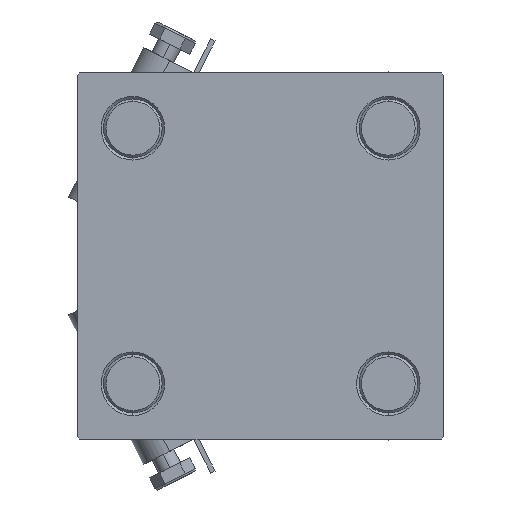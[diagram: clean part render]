
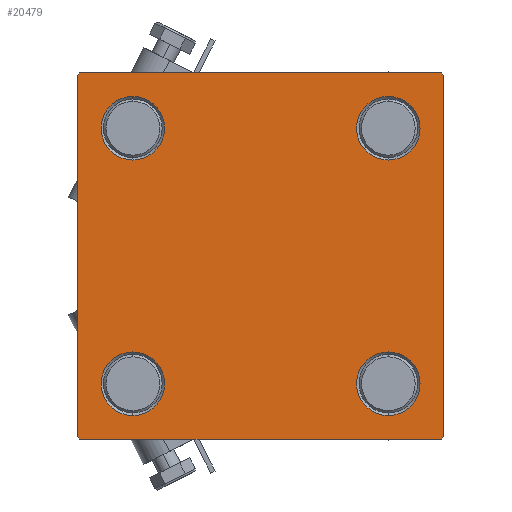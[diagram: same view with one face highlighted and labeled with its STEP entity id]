
A CAD part, left-side view. The second image highlights one B-rep face of the part: STEP entity #20479.
In plain terms, the highlighted planar face has unit normal (-1, 0, 0).
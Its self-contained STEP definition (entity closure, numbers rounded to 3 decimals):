
#112 = EDGE_CURVE ( 'NONE', #2886, #43495, #18205, .T. ) ;
#281 = CARTESIAN_POINT ( 'NONE',  ( 0., -37., 37.5 ) ) ;
#438 = DIRECTION ( 'NONE',  ( 0., -1., 0. ) ) ;
#1081 = VECTOR ( 'NONE', #24921, 1000. ) ;
#2886 = VERTEX_POINT ( 'NONE', #21250 ) ;
#3445 = EDGE_CURVE ( 'NONE', #42699, #43495, #11863, .T. ) ;
#3562 = LINE ( 'NONE', #30804, #45988 ) ;
#3651 = CARTESIAN_POINT ( 'NONE',  ( 0., 26.15, 19.65 ) ) ;
#3757 = PLANE ( 'NONE',  #36162 ) ;
#3885 = CARTESIAN_POINT ( 'NONE',  ( 0., 26.15, -32.65 ) ) ;
#4611 = CARTESIAN_POINT ( 'NONE',  ( 0., 37.5, 37.5 ) ) ;
#5584 = DIRECTION ( 'NONE',  ( 0., 0., 1. ) ) ;
#6116 = CARTESIAN_POINT ( 'NONE',  ( 0., 26.15, 32.65 ) ) ;
#7424 = ORIENTED_EDGE ( 'NONE', *, *, #31493, .T. ) ;
#7601 = FACE_BOUND ( 'NONE', #40694, .T. ) ;
#7634 = DIRECTION ( 'NONE',  ( 0., 0., 1. ) ) ;
#7684 = CIRCLE ( 'NONE', #44613, 6.5 ) ;
#7719 = AXIS2_PLACEMENT_3D ( 'NONE', #38165, #34304, #49956 ) ;
#7851 = EDGE_CURVE ( 'NONE', #50679, #36760, #3562, .T. ) ;
#7857 = FACE_BOUND ( 'NONE', #44581, .T. ) ;
#8450 = DIRECTION ( 'NONE',  ( 0., -1., 0. ) ) ;
#8870 = VERTEX_POINT ( 'NONE', #34162 ) ;
#9350 = EDGE_LOOP ( 'NONE', ( #7424, #50587 ) ) ;
#9424 = DIRECTION ( 'NONE',  ( 1., 0., 0. ) ) ;
#9549 = CARTESIAN_POINT ( 'NONE',  ( 0., 37.5, -37. ) ) ;
#9681 = CARTESIAN_POINT ( 'NONE',  ( 0., -37.5, -37. ) ) ;
#9810 = ORIENTED_EDGE ( 'NONE', *, *, #112, .T. ) ;
#10482 = DIRECTION ( 'NONE',  ( 0., -0.707, 0.707 ) ) ;
#10910 = CARTESIAN_POINT ( 'NONE',  ( 0., 37., 37.5 ) ) ;
#11411 = VERTEX_POINT ( 'NONE', #30273 ) ;
#11476 = ORIENTED_EDGE ( 'NONE', *, *, #3445, .F. ) ;
#11698 = DIRECTION ( 'NONE',  ( -1., 0., 0. ) ) ;
#11771 = VERTEX_POINT ( 'NONE', #23528 ) ;
#11863 = LINE ( 'NONE', #19860, #42680 ) ;
#11933 = CARTESIAN_POINT ( 'NONE',  ( 0., 37.25, 37.25 ) ) ;
#12002 = CARTESIAN_POINT ( 'NONE',  ( 0., 26.15, -26.15 ) ) ;
#12596 = ORIENTED_EDGE ( 'NONE', *, *, #42122, .T. ) ;
#13778 = DIRECTION ( 'NONE',  ( 0., 0., -1. ) ) ;
#14147 = DIRECTION ( 'NONE',  ( 0., 0., 1. ) ) ;
#15941 = CARTESIAN_POINT ( 'NONE',  ( 0., -37.5, 37. ) ) ;
#16601 = LINE ( 'NONE', #27923, #27397 ) ;
#17140 = CARTESIAN_POINT ( 'NONE',  ( 0., -26.15, -26.15 ) ) ;
#17389 = CARTESIAN_POINT ( 'NONE',  ( 0., 37.5, 37. ) ) ;
#17684 = EDGE_CURVE ( 'NONE', #11771, #39898, #41789, .T. ) ;
#17734 = ORIENTED_EDGE ( 'NONE', *, *, #30417, .T. ) ;
#17769 = CARTESIAN_POINT ( 'NONE',  ( 0., -26.15, 26.15 ) ) ;
#18003 = VERTEX_POINT ( 'NONE', #17389 ) ;
#18016 = DIRECTION ( 'NONE',  ( 0., 0., 1. ) ) ;
#18205 = LINE ( 'NONE', #41863, #47572 ) ;
#19178 = FACE_BOUND ( 'NONE', #39391, .T. ) ;
#19229 = DIRECTION ( 'NONE',  ( 0., -0.707, -0.707 ) ) ;
#19244 = AXIS2_PLACEMENT_3D ( 'NONE', #17769, #37310, #18016 ) ;
#19403 = LINE ( 'NONE', #11933, #23254 ) ;
#19624 = AXIS2_PLACEMENT_3D ( 'NONE', #27173, #23073, #7634 ) ;
#19742 = DIRECTION ( 'NONE',  ( 0., 0., 1. ) ) ;
#19860 = CARTESIAN_POINT ( 'NONE',  ( 0., -37.5, 37.5 ) ) ;
#19917 = CIRCLE ( 'NONE', #32238, 6.5 ) ;
#19923 = VECTOR ( 'NONE', #13778, 1000. ) ;
#20479 = ADVANCED_FACE ( 'NONE', ( #19178, #42826, #7857, #7601, #23553 ), #3757, .T. ) ;
#21067 = ORIENTED_EDGE ( 'NONE', *, *, #7851, .T. ) ;
#21167 = ORIENTED_EDGE ( 'NONE', *, *, #34223, .T. ) ;
#21250 = CARTESIAN_POINT ( 'NONE',  ( 0., -37., -37.5 ) ) ;
#22135 = CARTESIAN_POINT ( 'NONE',  ( 0., 26.15, -26.15 ) ) ;
#23073 = DIRECTION ( 'NONE',  ( 1., 0., 0. ) ) ;
#23254 = VECTOR ( 'NONE', #34330, 1000. ) ;
#23405 = AXIS2_PLACEMENT_3D ( 'NONE', #30536, #26436, #19742 ) ;
#23528 = CARTESIAN_POINT ( 'NONE',  ( 0., -26.15, -32.65 ) ) ;
#23553 = FACE_OUTER_BOUND ( 'NONE', #40150, .T. ) ;
#24188 = CIRCLE ( 'NONE', #34839, 6.5 ) ;
#24239 = DIRECTION ( 'NONE',  ( 0., 0., -1. ) ) ;
#24921 = DIRECTION ( 'NONE',  ( 0., 0.707, 0.707 ) ) ;
#24966 = CIRCLE ( 'NONE', #7719, 6.5 ) ;
#25170 = LINE ( 'NONE', #36487, #1081 ) ;
#26436 = DIRECTION ( 'NONE',  ( 1., 0., 0. ) ) ;
#26579 = VECTOR ( 'NONE', #8450, 1000. ) ;
#26635 = EDGE_CURVE ( 'NONE', #18003, #50679, #33330, .T. ) ;
#26673 = VERTEX_POINT ( 'NONE', #10910 ) ;
#27082 = VERTEX_POINT ( 'NONE', #281 ) ;
#27173 = CARTESIAN_POINT ( 'NONE',  ( 0., -26.15, -26.15 ) ) ;
#27397 = VECTOR ( 'NONE', #438, 1000. ) ;
#27923 = CARTESIAN_POINT ( 'NONE',  ( 0., 37.5, -37.5 ) ) ;
#28173 = CIRCLE ( 'NONE', #29816, 6.5 ) ;
#28249 = ORIENTED_EDGE ( 'NONE', *, *, #26635, .T. ) ;
#29197 = LINE ( 'NONE', #4611, #26579 ) ;
#29287 = EDGE_CURVE ( 'NONE', #36184, #33011, #7684, .T. ) ;
#29810 = EDGE_CURVE ( 'NONE', #36760, #2886, #16601, .T. ) ;
#29816 = AXIS2_PLACEMENT_3D ( 'NONE', #17140, #9424, #5584 ) ;
#30078 = DIRECTION ( 'NONE',  ( 1., 0., 0. ) ) ;
#30273 = CARTESIAN_POINT ( 'NONE',  ( 0., -26.15, 19.65 ) ) ;
#30417 = EDGE_CURVE ( 'NONE', #42699, #27082, #25170, .T. ) ;
#30536 = CARTESIAN_POINT ( 'NONE',  ( 0., 26.15, 26.15 ) ) ;
#30804 = CARTESIAN_POINT ( 'NONE',  ( 0., 37.25, -37.25 ) ) ;
#31040 = ORIENTED_EDGE ( 'NONE', *, *, #34161, .F. ) ;
#31493 = EDGE_CURVE ( 'NONE', #39898, #11771, #28173, .T. ) ;
#31682 = EDGE_CURVE ( 'NONE', #26673, #18003, #19403, .T. ) ;
#32238 = AXIS2_PLACEMENT_3D ( 'NONE', #22135, #30078, #14147 ) ;
#32921 = DIRECTION ( 'NONE',  ( 1., 0., 0. ) ) ;
#33011 = VERTEX_POINT ( 'NONE', #6116 ) ;
#33068 = CARTESIAN_POINT ( 'NONE',  ( 0., 37., -37.5 ) ) ;
#33330 = LINE ( 'NONE', #48986, #19923 ) ;
#34161 = EDGE_CURVE ( 'NONE', #26673, #27082, #29197, .T. ) ;
#34162 = CARTESIAN_POINT ( 'NONE',  ( 0., -26.15, 32.65 ) ) ;
#34223 = EDGE_CURVE ( 'NONE', #8870, #11411, #24966, .T. ) ;
#34304 = DIRECTION ( 'NONE',  ( 1., 0., 0. ) ) ;
#34330 = DIRECTION ( 'NONE',  ( 0., 0.707, -0.707 ) ) ;
#34839 = AXIS2_PLACEMENT_3D ( 'NONE', #12002, #47737, #47479 ) ;
#34888 = ORIENTED_EDGE ( 'NONE', *, *, #31682, .T. ) ;
#36016 = CARTESIAN_POINT ( 'NONE',  ( 0., 26.15, 26.15 ) ) ;
#36162 = AXIS2_PLACEMENT_3D ( 'NONE', #46923, #11698, #43086 ) ;
#36184 = VERTEX_POINT ( 'NONE', #3651 ) ;
#36487 = CARTESIAN_POINT ( 'NONE',  ( 0., -37.25, 37.25 ) ) ;
#36760 = VERTEX_POINT ( 'NONE', #33068 ) ;
#37029 = DIRECTION ( 'NONE',  ( 0., 0., 1. ) ) ;
#37310 = DIRECTION ( 'NONE',  ( 1., 0., 0. ) ) ;
#37394 = EDGE_CURVE ( 'NONE', #44620, #46094, #19917, .T. ) ;
#38165 = CARTESIAN_POINT ( 'NONE',  ( 0., -26.15, 26.15 ) ) ;
#39391 = EDGE_LOOP ( 'NONE', ( #21167, #44964 ) ) ;
#39898 = VERTEX_POINT ( 'NONE', #47640 ) ;
#40150 = EDGE_LOOP ( 'NONE', ( #28249, #21067, #45616, #9810, #11476, #17734, #31040, #34888 ) ) ;
#40694 = EDGE_LOOP ( 'NONE', ( #44906, #44479 ) ) ;
#41504 = ORIENTED_EDGE ( 'NONE', *, *, #37394, .T. ) ;
#41773 = EDGE_CURVE ( 'NONE', #11411, #8870, #43064, .T. ) ;
#41789 = CIRCLE ( 'NONE', #19624, 6.5 ) ;
#41863 = CARTESIAN_POINT ( 'NONE',  ( 0., -37.25, -37.25 ) ) ;
#41991 = CARTESIAN_POINT ( 'NONE',  ( 0., 26.15, -19.65 ) ) ;
#42122 = EDGE_CURVE ( 'NONE', #46094, #44620, #24188, .T. ) ;
#42680 = VECTOR ( 'NONE', #24239, 1000. ) ;
#42699 = VERTEX_POINT ( 'NONE', #15941 ) ;
#42826 = FACE_BOUND ( 'NONE', #9350, .T. ) ;
#42917 = EDGE_CURVE ( 'NONE', #33011, #36184, #47084, .T. ) ;
#43064 = CIRCLE ( 'NONE', #19244, 6.5 ) ;
#43086 = DIRECTION ( 'NONE',  ( 0., 0., 1. ) ) ;
#43495 = VERTEX_POINT ( 'NONE', #9681 ) ;
#44479 = ORIENTED_EDGE ( 'NONE', *, *, #29287, .T. ) ;
#44581 = EDGE_LOOP ( 'NONE', ( #41504, #12596 ) ) ;
#44613 = AXIS2_PLACEMENT_3D ( 'NONE', #36016, #32921, #37029 ) ;
#44620 = VERTEX_POINT ( 'NONE', #41991 ) ;
#44906 = ORIENTED_EDGE ( 'NONE', *, *, #42917, .T. ) ;
#44964 = ORIENTED_EDGE ( 'NONE', *, *, #41773, .T. ) ;
#45616 = ORIENTED_EDGE ( 'NONE', *, *, #29810, .T. ) ;
#45988 = VECTOR ( 'NONE', #19229, 1000. ) ;
#46094 = VERTEX_POINT ( 'NONE', #3885 ) ;
#46923 = CARTESIAN_POINT ( 'NONE',  ( 0., 0., 0. ) ) ;
#47084 = CIRCLE ( 'NONE', #23405, 6.5 ) ;
#47479 = DIRECTION ( 'NONE',  ( 0., 0., 1. ) ) ;
#47572 = VECTOR ( 'NONE', #10482, 1000. ) ;
#47640 = CARTESIAN_POINT ( 'NONE',  ( 0., -26.15, -19.65 ) ) ;
#47737 = DIRECTION ( 'NONE',  ( 1., 0., 0. ) ) ;
#48986 = CARTESIAN_POINT ( 'NONE',  ( 0., 37.5, 37.5 ) ) ;
#49956 = DIRECTION ( 'NONE',  ( 0., 0., 1. ) ) ;
#50587 = ORIENTED_EDGE ( 'NONE', *, *, #17684, .T. ) ;
#50679 = VERTEX_POINT ( 'NONE', #9549 ) ;
